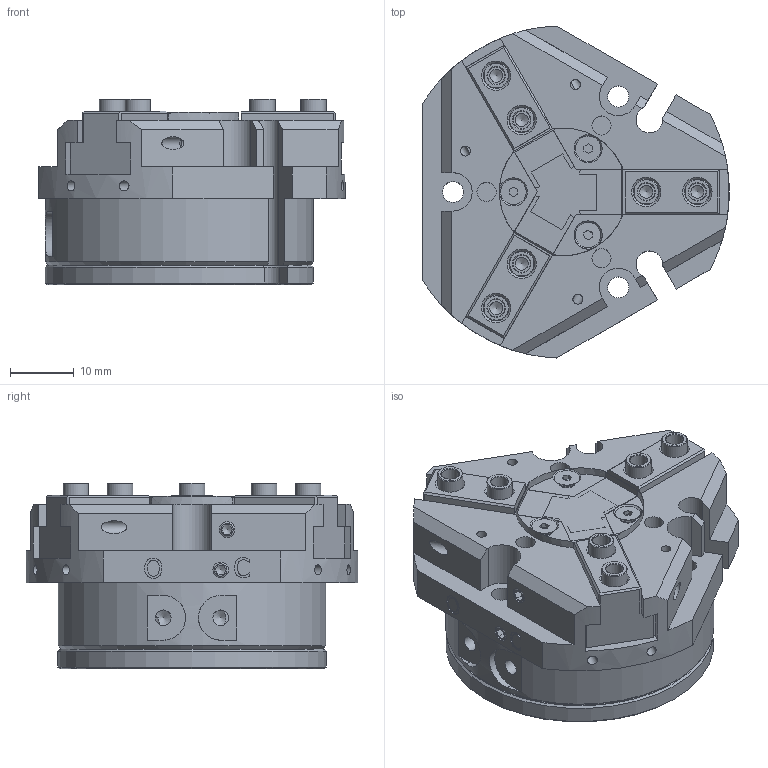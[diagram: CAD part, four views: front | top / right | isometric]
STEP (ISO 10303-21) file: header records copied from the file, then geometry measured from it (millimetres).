
FILE_DESCRIPTION(/* description */ (''),/* implementation_level */ '2;1');
FILE_NAME(/* name */ 'PZP-40-C1.stp',/* time_stamp */ '2019-06-03T09:42:00+02:00',/* author */ ('Tecnico'),/* organization */ ('OMIL'),/* preprocessor_version */ 'ST-DEVELOPER v17',/* originating_system */ 'Autodesk Inventor 2019',/* authorisation */ '');
FILE_SCHEMA (('AUTOMOTIVE_DESIGN { 1 0 10303 214 3 1 1 }'));
Length unit declared in the file: millimetre
Products named in the file (9): PZP-40-C1; PZP-40-CORPO-CLIENTE; PZP-40-GRIFFA-CLIENTE; PZP-40-COPERCHIO-CLIENTE; DIN 7991 - M2X4; PZP-40-FONDELLO-CLIENTE; ISO 7046-1 - M2,5 x 8 - 4.8 - H - ISO; DIN 913 - M3 x 3; BOCCOLA 4H7L4
Assembly tree (24 placements, depth 2):
  PZP-40-C1
    PZP-40-CORPO-CLIENTE
    PZP-40-GRIFFA-CLIENTE  x3
    PZP-40-COPERCHIO-CLIENTE
    DIN 7991 - M2X4  x3
    PZP-40-FONDELLO-CLIENTE
    ISO 7046-1 - M2,5 x 8 - 4.8 - H - ISO  x5
    DIN 913 - M3 x 3  x4
    BOCCOLA 4H7L4  x6
Bounding box: 48 x 51.96 x 29.1 mm (x, y, z)
Volume: 36872 mm3; surface area: 19748.4 mm2
Topology: 24 solids, 24 shells, 659 faces, 1821 edges, 1223 vertices
Faces by surface type: plane 321, cone 153, cylinder 129, bspline 30, torus 26
Full cylindrical faces by diameter (mm): 1.5 x3, 1.567 x12, 2 x8, 2.013 x11, 2.224 x5, 2.4 x5, 2.459 x6, 2.5 x10, 2.7 x11, 3 x7, 3.3 x6, 4 x15, 4.7 x5
Entity records: 13069 total; most frequent: CARTESIAN_POINT 3200, ORIENTED_EDGE 1994, DIRECTION 1957, EDGE_CURVE 997, AXIS2_PLACEMENT_3D 726, VERTEX_POINT 690, LINE 505, VECTOR 505
